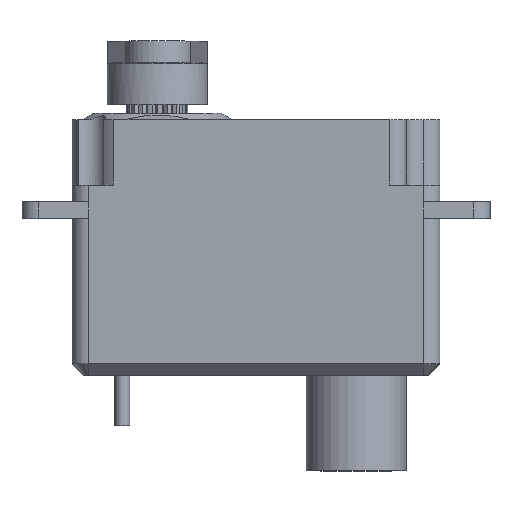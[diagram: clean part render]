
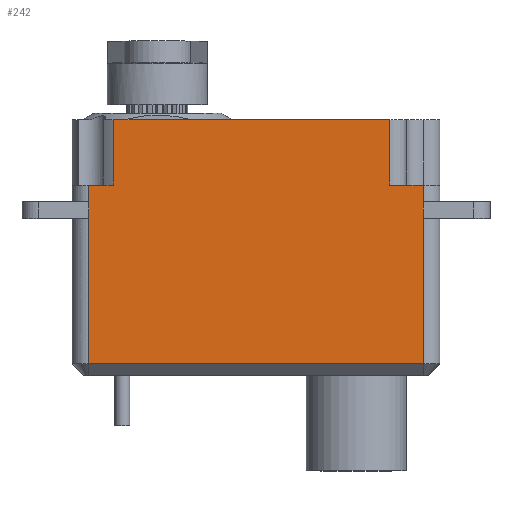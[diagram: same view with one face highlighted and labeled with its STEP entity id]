
A CAD part, top view. The second image highlights one B-rep face of the part: STEP entity #242.
In plain terms, the highlighted planar face has unit normal (0, 0, 1).
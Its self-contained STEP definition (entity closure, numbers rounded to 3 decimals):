
#242=ADVANCED_FACE('',(#431),#1786,.T.);
#431=FACE_OUTER_BOUND('',#624,.F.);
#624=EDGE_LOOP('',(#897,#898,#899,#900,#901,#902,#903,#904,#905,#906,#907,#908,
#909,#910));
#897=ORIENTED_EDGE('',*,*,#3235,.F.);
#898=ORIENTED_EDGE('',*,*,#3209,.F.);
#899=ORIENTED_EDGE('',*,*,#3210,.F.);
#900=ORIENTED_EDGE('',*,*,#3197,.F.);
#901=ORIENTED_EDGE('',*,*,#3175,.T.);
#902=ORIENTED_EDGE('',*,*,#3225,.F.);
#903=ORIENTED_EDGE('',*,*,#3099,.F.);
#904=ORIENTED_EDGE('',*,*,#3100,.F.);
#905=ORIENTED_EDGE('',*,*,#3212,.T.);
#906=ORIENTED_EDGE('',*,*,#3104,.T.);
#907=ORIENTED_EDGE('',*,*,#3103,.T.);
#908=ORIENTED_EDGE('',*,*,#3230,.T.);
#909=ORIENTED_EDGE('',*,*,#3174,.T.);
#910=ORIENTED_EDGE('',*,*,#3196,.T.);
#1786=PLANE('',#4212);
#2589=LINE('',#5692,#2837);
#2590=LINE('',#5693,#2838);
#2593=LINE('',#5696,#2841);
#2594=LINE('',#5697,#2842);
#2597=LINE('',#5983,#2845);
#2598=LINE('',#5984,#2846);
#2605=LINE('',#6005,#2853);
#2606=LINE('',#6006,#2854);
#2613=LINE('',#6018,#2861);
#2614=LINE('',#6019,#2862);
#2616=LINE('',#6021,#2864);
#2625=LINE('',#6034,#2873);
#2630=LINE('',#6039,#2878);
#2633=LINE('',#6044,#2881);
#2837=VECTOR('',#4464,1.);
#2838=VECTOR('',#4465,8.7);
#2841=VECTOR('',#4468,1.);
#2842=VECTOR('',#4469,8.7);
#2845=VECTOR('',#4522,1.447);
#2846=VECTOR('',#4523,2.);
#2853=VECTOR('',#4558,3.9);
#2854=VECTOR('',#4559,3.9);
#2861=VECTOR('',#4576,4.123);
#2862=VECTOR('',#4577,11.838);
#2864=VECTOR('',#4579,20.);
#2873=VECTOR('',#4596,1.);
#2878=VECTOR('',#4601,1.);
#2881=VECTOR('',#4608,0.592);
#3099=EDGE_CURVE('',#3971,#3970,#2589,.T.);
#3100=EDGE_CURVE('',#3962,#3971,#2590,.T.);
#3103=EDGE_CURVE('',#3966,#3964,#2593,.T.);
#3104=EDGE_CURVE('',#3960,#3966,#2594,.T.);
#3174=EDGE_CURVE('',#3853,#3850,#2597,.T.);
#3175=EDGE_CURVE('',#3849,#3855,#2598,.T.);
#3196=EDGE_CURVE('',#3850,#3841,#2605,.T.);
#3197=EDGE_CURVE('',#3849,#3833,#2606,.T.);
#3209=EDGE_CURVE('',#3827,#3863,#2613,.T.);
#3210=EDGE_CURVE('',#3833,#3827,#2614,.T.);
#3212=EDGE_CURVE('',#3962,#3960,#2616,.T.);
#3225=EDGE_CURVE('',#3970,#3855,#2625,.T.);
#3230=EDGE_CURVE('',#3964,#3853,#2630,.T.);
#3235=EDGE_CURVE('',#3863,#3841,#2633,.T.);
#3827=VERTEX_POINT('',#5505);
#3833=VERTEX_POINT('',#5511);
#3841=VERTEX_POINT('',#5519);
#3849=VERTEX_POINT('',#5527);
#3850=VERTEX_POINT('',#5528);
#3853=VERTEX_POINT('',#5531);
#3855=VERTEX_POINT('',#5533);
#3863=VERTEX_POINT('',#5541);
#3960=VERTEX_POINT('',#5638);
#3962=VERTEX_POINT('',#5640);
#3964=VERTEX_POINT('',#5642);
#3966=VERTEX_POINT('',#5644);
#3970=VERTEX_POINT('',#5648);
#3971=VERTEX_POINT('',#5649);
#4212=AXIS2_PLACEMENT_3D('',#6433,#4958,#4959);
#4464=DIRECTION('',(0.,1.,0.));
#4465=DIRECTION('',(0.,1.,0.));
#4468=DIRECTION('',(0.,1.,0.));
#4469=DIRECTION('',(0.,1.,0.));
#4522=DIRECTION('',(1.,0.,0.));
#4523=DIRECTION('',(1.,0.,0.));
#4558=DIRECTION('',(0.,1.,0.));
#4559=DIRECTION('',(0.,1.,0.));
#4576=DIRECTION('',(-1.,0.,0.));
#4577=DIRECTION('',(-1.,0.,0.));
#4579=DIRECTION('',(-1.,0.,0.));
#4596=DIRECTION('',(0.,1.,0.));
#4601=DIRECTION('',(0.,1.,0.));
#4608=DIRECTION('',(-1.,0.,0.));
#4958=DIRECTION('',(0.,0.,1.));
#4959=DIRECTION('',(-1.,0.,0.));
#5505=CARTESIAN_POINT('',(2.062,-9.35,22.75));
#5511=CARTESIAN_POINT('',(13.9,-9.35,22.75));
#5519=CARTESIAN_POINT('',(-2.653,-9.35,22.75));
#5527=CARTESIAN_POINT('',(13.9,-13.25,22.75));
#5528=CARTESIAN_POINT('',(-2.653,-13.25,22.75));
#5531=CARTESIAN_POINT('',(-4.1,-13.25,22.75));
#5533=CARTESIAN_POINT('',(15.9,-13.25,22.75));
#5541=CARTESIAN_POINT('',(-2.062,-9.35,
22.75));
#5638=CARTESIAN_POINT('',(-4.1,-23.95,22.75));
#5640=CARTESIAN_POINT('',(15.9,-23.95,22.75));
#5642=CARTESIAN_POINT('',(-4.1,-14.25,22.75));
#5644=CARTESIAN_POINT('',(-4.1,-15.25,22.75));
#5648=CARTESIAN_POINT('',(15.9,-14.25,22.75));
#5649=CARTESIAN_POINT('',(15.9,-15.25,22.75));
#5692=CARTESIAN_POINT('',(15.9,-15.25,22.75));
#5693=CARTESIAN_POINT('',(15.9,-23.95,22.75));
#5696=CARTESIAN_POINT('',(-4.1,-15.25,22.75));
#5697=CARTESIAN_POINT('',(-4.1,-23.95,22.75));
#5983=CARTESIAN_POINT('',(-4.1,-13.25,22.75));
#5984=CARTESIAN_POINT('',(13.9,-13.25,22.75));
#6005=CARTESIAN_POINT('',(-2.653,-13.25,22.75));
#6006=CARTESIAN_POINT('',(13.9,-13.25,22.75));
#6018=CARTESIAN_POINT('',(2.062,-9.35,22.75));
#6019=CARTESIAN_POINT('',(13.9,-9.35,22.75));
#6021=CARTESIAN_POINT('',(15.9,-23.95,22.75));
#6034=CARTESIAN_POINT('',(15.9,-14.25,22.75));
#6039=CARTESIAN_POINT('',(-4.1,-14.25,22.75));
#6044=CARTESIAN_POINT('',(-2.062,-9.35,22.75));
#6433=CARTESIAN_POINT('',(17.12,-9.13,22.75));
